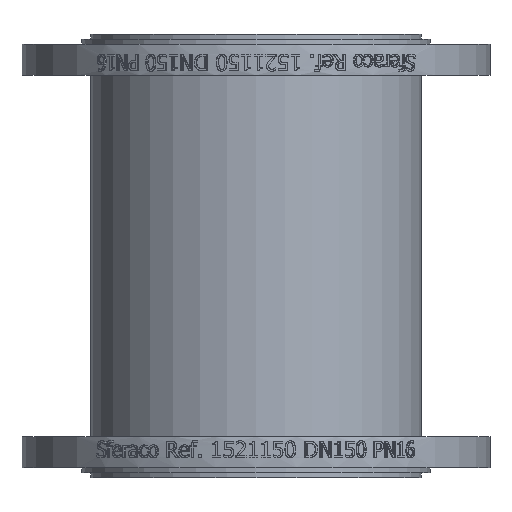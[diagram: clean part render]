
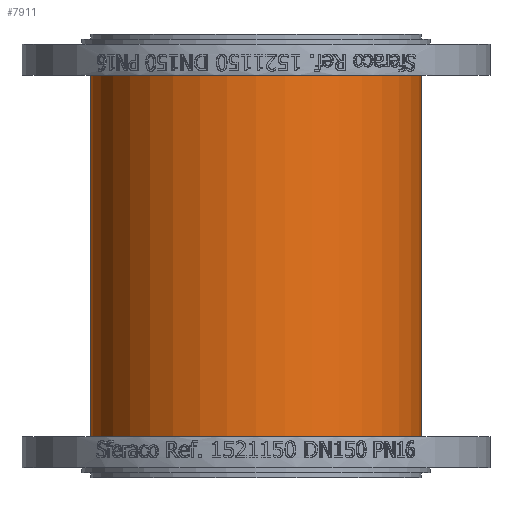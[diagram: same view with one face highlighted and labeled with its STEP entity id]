
A CAD part, left-side view. The second image highlights one B-rep face of the part: STEP entity #7911.
In plain terms, the highlighted cylindrical face has radius 100.5 mm (diameter 201 mm), a full revolution.
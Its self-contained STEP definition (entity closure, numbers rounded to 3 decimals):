
#1866=CYLINDRICAL_SURFACE('',#8407,100.5);
#1925=FACE_BOUND('',#2475,.T.);
#2004=FACE_OUTER_BOUND('',#2474,.T.);
#2474=EDGE_LOOP('',(#5282));
#2475=EDGE_LOOP('',(#5283));
#3003=CIRCLE('',#8406,100.5);
#3004=CIRCLE('',#8408,100.5);
#3219=VERTEX_POINT('',#10388);
#3220=VERTEX_POINT('',#10391);
#4047=EDGE_CURVE('',#3219,#3219,#3003,.T.);
#4048=EDGE_CURVE('',#3220,#3220,#3004,.T.);
#5282=ORIENTED_EDGE('',*,*,#4047,.F.);
#5283=ORIENTED_EDGE('',*,*,#4048,.F.);
#7911=ADVANCED_FACE('',(#2004,#1925),#1866,.T.);
#8406=AXIS2_PLACEMENT_3D('',#10389,#8893,#8894);
#8407=AXIS2_PLACEMENT_3D('',#10390,#8895,#8896);
#8408=AXIS2_PLACEMENT_3D('',#10392,#8897,#8898);
#8893=DIRECTION('center_axis',(0.,0.,-1.));
#8894=DIRECTION('ref_axis',(-1.,0.,0.));
#8895=DIRECTION('center_axis',(0.,0.,1.));
#8896=DIRECTION('ref_axis',(-1.,0.,0.));
#8897=DIRECTION('center_axis',(0.,0.,1.));
#8898=DIRECTION('ref_axis',(-1.,0.,0.));
#10388=CARTESIAN_POINT('',(100.5,0.,-110.));
#10389=CARTESIAN_POINT('Origin',(0.,0.,-110.));
#10390=CARTESIAN_POINT('Origin',(0.,0.,0.));
#10391=CARTESIAN_POINT('',(100.5,0.,110.));
#10392=CARTESIAN_POINT('Origin',(0.,0.,110.));
